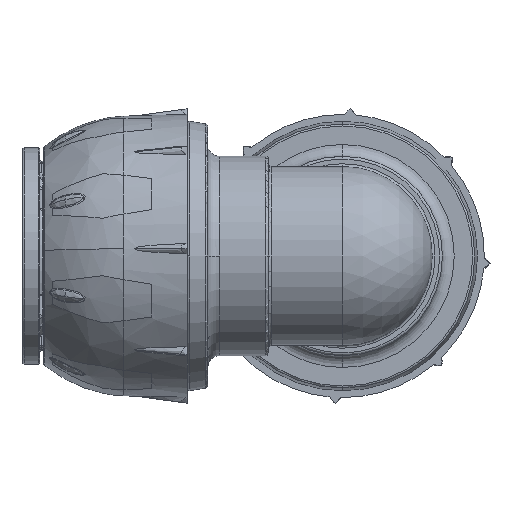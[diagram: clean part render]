
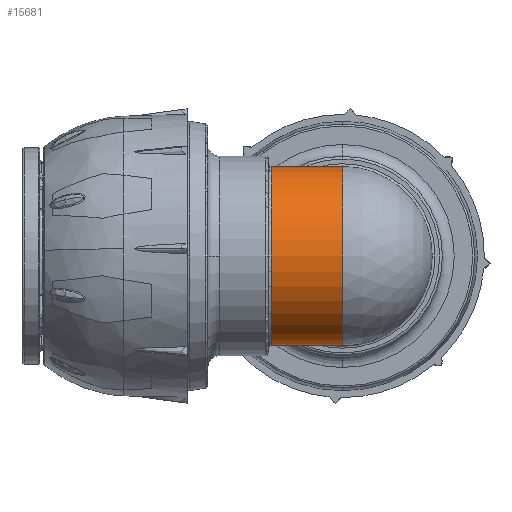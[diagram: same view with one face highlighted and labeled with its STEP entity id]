
A CAD part, front view. The second image highlights one B-rep face of the part: STEP entity #15681.
In plain terms, the highlighted cylindrical face has radius 13.25 mm (diameter 26.5 mm), a partial arc.
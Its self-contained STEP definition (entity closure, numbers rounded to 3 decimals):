
#3274 = CYLINDRICAL_SURFACE ( 'NONE', #38260, 13.25 ) ;
#4807 = DIRECTION ( 'NONE',  ( 1., 0., 0. ) ) ;
#4874 = AXIS2_PLACEMENT_3D ( 'NONE', #8140, #11996, #27675 ) ;
#5645 = ORIENTED_EDGE ( 'NONE', *, *, #6901, .T. ) ;
#5827 = VECTOR ( 'NONE', #29297, 1000. ) ;
#6305 = DIRECTION ( 'NONE',  ( 0., 0., -1. ) ) ;
#6901 = EDGE_CURVE ( 'NONE', #34500, #36960, #42409, .T. ) ;
#8054 = CARTESIAN_POINT ( 'NONE',  ( 0., 0., 13.25 ) ) ;
#8140 = CARTESIAN_POINT ( 'NONE',  ( 0., 0., 0. ) ) ;
#8703 = DIRECTION ( 'NONE',  ( 0., -1., 0. ) ) ;
#10939 = CARTESIAN_POINT ( 'NONE',  ( 0., 0., -13.25 ) ) ;
#11996 = DIRECTION ( 'NONE',  ( -1., 0., 0. ) ) ;
#13213 = CARTESIAN_POINT ( 'NONE',  ( 0., 0., 0. ) ) ;
#13964 = EDGE_CURVE ( 'NONE', #18655, #36960, #28763, .T. ) ;
#14859 = EDGE_CURVE ( 'NONE', #49368, #42496, #30527, .T. ) ;
#15681 = ADVANCED_FACE ( 'NONE', ( #44334 ), #3274, .T. ) ;
#18655 = VERTEX_POINT ( 'NONE', #30741 ) ;
#19506 = EDGE_LOOP ( 'NONE', ( #31644, #27842, #23499, #47290, #5645 ) ) ;
#21717 = CARTESIAN_POINT ( 'NONE',  ( 0., 0., 13.25 ) ) ;
#23460 = LINE ( 'NONE', #10939, #27680 ) ;
#23499 = ORIENTED_EDGE ( 'NONE', *, *, #14859, .T. ) ;
#27675 = DIRECTION ( 'NONE',  ( 0., 0., -1. ) ) ;
#27680 = VECTOR ( 'NONE', #45404, 1000. ) ;
#27842 = ORIENTED_EDGE ( 'NONE', *, *, #43790, .T. ) ;
#28763 = LINE ( 'NONE', #21717, #5827 ) ;
#29297 = DIRECTION ( 'NONE',  ( 1., 0., 0. ) ) ;
#30527 = CIRCLE ( 'NONE', #38871, 13.25 ) ;
#30741 = CARTESIAN_POINT ( 'NONE',  ( -10.6, 0., 13.25 ) ) ;
#31644 = ORIENTED_EDGE ( 'NONE', *, *, #13964, .F. ) ;
#31718 = DIRECTION ( 'NONE',  ( 0., -1., 0. ) ) ;
#32887 = CIRCLE ( 'NONE', #45294, 13.25 ) ;
#34500 = VERTEX_POINT ( 'NONE', #48770 ) ;
#35914 = EDGE_CURVE ( 'NONE', #42496, #34500, #23460, .T. ) ;
#35967 = DIRECTION ( 'NONE',  ( 1., 0., 0. ) ) ;
#36960 = VERTEX_POINT ( 'NONE', #8054 ) ;
#38260 = AXIS2_PLACEMENT_3D ( 'NONE', #13213, #44295, #6305 ) ;
#38871 = AXIS2_PLACEMENT_3D ( 'NONE', #39951, #4807, #8703 ) ;
#39951 = CARTESIAN_POINT ( 'NONE',  ( -10.6, 0., 0. ) ) ;
#41015 = CARTESIAN_POINT ( 'NONE',  ( -10.6, -13.25, 0. ) ) ;
#42409 = CIRCLE ( 'NONE', #4874, 13.25 ) ;
#42496 = VERTEX_POINT ( 'NONE', #43237 ) ;
#43237 = CARTESIAN_POINT ( 'NONE',  ( -10.6, 0., -13.25 ) ) ;
#43409 = CARTESIAN_POINT ( 'NONE',  ( -10.6, 0., 0. ) ) ;
#43790 = EDGE_CURVE ( 'NONE', #18655, #49368, #32887, .T. ) ;
#44295 = DIRECTION ( 'NONE',  ( 1., 0., 0. ) ) ;
#44334 = FACE_OUTER_BOUND ( 'NONE', #19506, .T. ) ;
#45294 = AXIS2_PLACEMENT_3D ( 'NONE', #43409, #35967, #31718 ) ;
#45404 = DIRECTION ( 'NONE',  ( 1., 0., 0. ) ) ;
#47290 = ORIENTED_EDGE ( 'NONE', *, *, #35914, .T. ) ;
#48770 = CARTESIAN_POINT ( 'NONE',  ( 0., 0., -13.25 ) ) ;
#49368 = VERTEX_POINT ( 'NONE', #41015 ) ;
